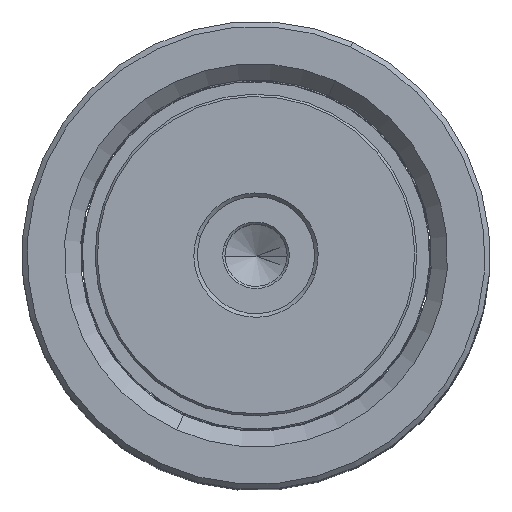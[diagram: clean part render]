
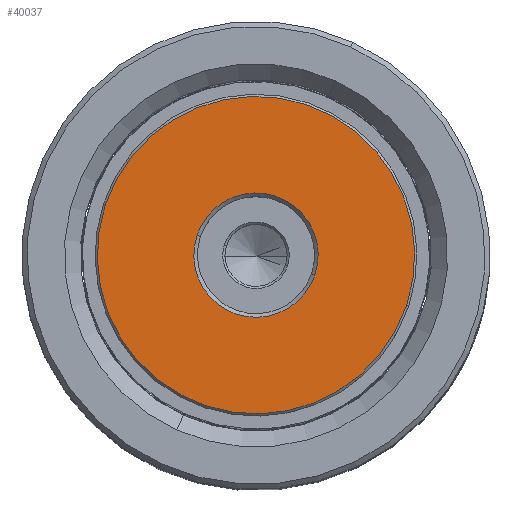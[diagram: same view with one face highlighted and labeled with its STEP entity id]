
A CAD part, top view. The second image highlights one B-rep face of the part: STEP entity #40037.
In plain terms, the highlighted face is planar.
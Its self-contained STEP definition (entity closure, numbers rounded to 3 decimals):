
#4471 = DIRECTION ( 'NONE',  ( 1., 0., 0. ) ) ;
#4843 = VERTEX_POINT ( 'NONE', #41445 ) ;
#5212 = VERTEX_POINT ( 'NONE', #33908 ) ;
#6498 = CIRCLE ( 'NONE', #20232, 8.5 ) ;
#8264 = DIRECTION ( 'NONE',  ( 1., 0., 0. ) ) ;
#9567 = CIRCLE ( 'NONE', #38759, 21.7 ) ;
#12820 = EDGE_CURVE ( 'NONE', #16024, #4843, #40873, .T. ) ;
#14851 = FACE_BOUND ( 'NONE', #22663, .T. ) ;
#16024 = VERTEX_POINT ( 'NONE', #39281 ) ;
#16429 = FACE_OUTER_BOUND ( 'NONE', #25202, .T. ) ;
#17095 = CARTESIAN_POINT ( 'NONE',  ( 0., 0., 0. ) ) ;
#17130 = EDGE_CURVE ( 'NONE', #4843, #16024, #6498, .T. ) ;
#17787 = CARTESIAN_POINT ( 'NONE',  ( 0., 0., 0. ) ) ;
#20232 = AXIS2_PLACEMENT_3D ( 'NONE', #24408, #25707, #32238 ) ;
#21105 = DIRECTION ( 'NONE',  ( 0., 0., 1. ) ) ;
#22164 = ORIENTED_EDGE ( 'NONE', *, *, #24459, .T. ) ;
#22663 = EDGE_LOOP ( 'NONE', ( #26764, #36027 ) ) ;
#23047 = CIRCLE ( 'NONE', #24489, 21.7 ) ;
#23151 = VERTEX_POINT ( 'NONE', #26677 ) ;
#24244 = CARTESIAN_POINT ( 'NONE',  ( 0., 0., 0. ) ) ;
#24408 = CARTESIAN_POINT ( 'NONE',  ( 0., 0., 0. ) ) ;
#24459 = EDGE_CURVE ( 'NONE', #23151, #5212, #9567, .T. ) ;
#24489 = AXIS2_PLACEMENT_3D ( 'NONE', #25107, #32506, #29041 ) ;
#25107 = CARTESIAN_POINT ( 'NONE',  ( 0., 0., 0. ) ) ;
#25202 = EDGE_LOOP ( 'NONE', ( #22164, #40807 ) ) ;
#25707 = DIRECTION ( 'NONE',  ( 0., 0., 1. ) ) ;
#26677 = CARTESIAN_POINT ( 'NONE',  ( 21.7, 0., 0. ) ) ;
#26764 = ORIENTED_EDGE ( 'NONE', *, *, #12820, .T. ) ;
#26889 = PLANE ( 'NONE',  #32015 ) ;
#28338 = AXIS2_PLACEMENT_3D ( 'NONE', #17787, #21105, #8264 ) ;
#29041 = DIRECTION ( 'NONE',  ( 1., 0., 0. ) ) ;
#30224 = DIRECTION ( 'NONE',  ( 0., 0., 1. ) ) ;
#32015 = AXIS2_PLACEMENT_3D ( 'NONE', #17095, #30224, #33562 ) ;
#32238 = DIRECTION ( 'NONE',  ( 1., 0., 0. ) ) ;
#32506 = DIRECTION ( 'NONE',  ( 0., 0., -1. ) ) ;
#33562 = DIRECTION ( 'NONE',  ( 1., 0., 0. ) ) ;
#33908 = CARTESIAN_POINT ( 'NONE',  ( -21.7, 0., 0. ) ) ;
#34505 = DIRECTION ( 'NONE',  ( 0., 0., -1. ) ) ;
#36027 = ORIENTED_EDGE ( 'NONE', *, *, #17130, .T. ) ;
#38759 = AXIS2_PLACEMENT_3D ( 'NONE', #24244, #34505, #4471 ) ;
#39281 = CARTESIAN_POINT ( 'NONE',  ( -8.5, 0., 0. ) ) ;
#40037 = ADVANCED_FACE ( 'NONE', ( #16429, #14851 ), #26889, .F. ) ;
#40250 = EDGE_CURVE ( 'NONE', #5212, #23151, #23047, .T. ) ;
#40807 = ORIENTED_EDGE ( 'NONE', *, *, #40250, .T. ) ;
#40873 = CIRCLE ( 'NONE', #28338, 8.5 ) ;
#41445 = CARTESIAN_POINT ( 'NONE',  ( 8.5, 0., 0. ) ) ;
